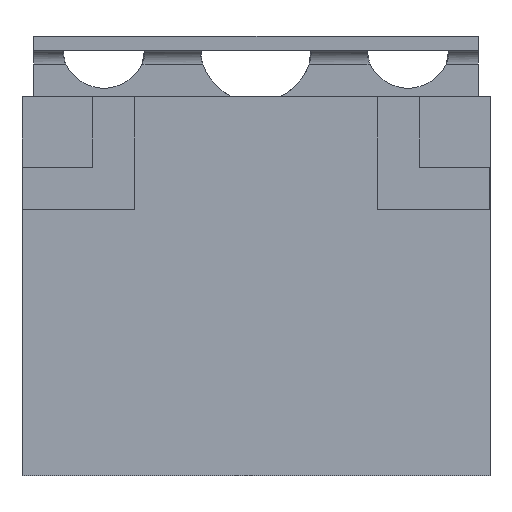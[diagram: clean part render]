
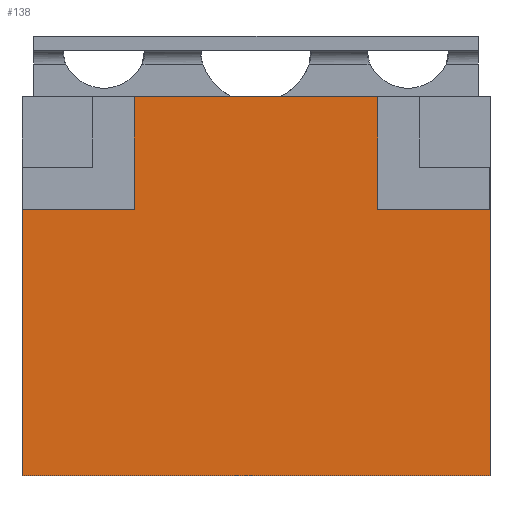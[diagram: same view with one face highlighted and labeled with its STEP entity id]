
A CAD part, left-side view. The second image highlights one B-rep face of the part: STEP entity #138.
In plain terms, the highlighted planar face has unit normal (-1, 0, 0).
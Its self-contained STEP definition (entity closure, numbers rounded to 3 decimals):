
#138=ADVANCED_FACE('',(#3330),#3332,.F.);
#3330=FACE_BOUND('',#3331,.T.);
#3331=EDGE_LOOP('',(#7844,#7845,#7846,#7847,#7848,#7849,#7850,#7851));
#3332=PLANE('',#3333);
#3333=AXIS2_PLACEMENT_3D('',#3334,#3335,#3336);
#3334=CARTESIAN_POINT('',(-2.,-5.,8.1));
#3335=DIRECTION('',(1.,0.,0.));
#3336=DIRECTION('',(0.,0.,-1.));
#7844=ORIENTED_EDGE('',*,*,#9742,.F.);
#7845=ORIENTED_EDGE('',*,*,#9743,.F.);
#7846=ORIENTED_EDGE('',*,*,#9744,.F.);
#7847=ORIENTED_EDGE('',*,*,#9733,.T.);
#7848=ORIENTED_EDGE('',*,*,#9745,.T.);
#7849=ORIENTED_EDGE('',*,*,#9746,.F.);
#7850=ORIENTED_EDGE('',*,*,#9747,.F.);
#7851=ORIENTED_EDGE('',*,*,#9748,.F.);
#9733=EDGE_CURVE('',#10710,#10708,#10711,.T.);
#9742=EDGE_CURVE('',#10727,#10728,#10729,.T.);
#9743=EDGE_CURVE('',#10730,#10727,#10731,.T.);
#9744=EDGE_CURVE('',#10710,#10730,#10732,.T.);
#9745=EDGE_CURVE('',#10708,#10733,#10734,.T.);
#9746=EDGE_CURVE('',#10735,#10733,#10736,.T.);
#9747=EDGE_CURVE('',#10737,#10735,#10738,.T.);
#9748=EDGE_CURVE('',#10728,#10737,#10739,.T.);
#10708=VERTEX_POINT('',#12344);
#10710=VERTEX_POINT('',#12348);
#10711=LINE('',#12349,#12350);
#10727=VERTEX_POINT('',#12383);
#10728=VERTEX_POINT('',#12384);
#10729=LINE('',#12385,#12386);
#10730=VERTEX_POINT('',#12388);
#10731=LINE('',#12389,#12390);
#10732=LINE('',#12392,#12393);
#10733=VERTEX_POINT('',#12395);
#10734=LINE('',#12396,#12397);
#10735=VERTEX_POINT('',#12399);
#10736=LINE('',#12400,#12401);
#10737=VERTEX_POINT('',#12403);
#10738=LINE('',#12404,#12405);
#10739=LINE('',#12407,#12408);
#12344=CARTESIAN_POINT('',(-2.,5.,0.));
#12348=CARTESIAN_POINT('',(-2.,5.,5.7));
#12349=CARTESIAN_POINT('',(-2.,5.,5.7));
#12350=VECTOR('',#12351,1.);
#12351=DIRECTION('',(0.,0.,-1.));
#12383=CARTESIAN_POINT('',(-2.,2.6,8.1));
#12384=CARTESIAN_POINT('',(-2.,-2.6,8.1));
#12385=CARTESIAN_POINT('',(-2.,2.6,8.1));
#12386=VECTOR('',#12387,1.);
#12387=DIRECTION('',(0.,-1.,0.));
#12388=CARTESIAN_POINT('',(-2.,2.6,5.7));
#12389=CARTESIAN_POINT('',(-2.,2.6,5.7));
#12390=VECTOR('',#12391,1.);
#12391=DIRECTION('',(0.,0.,1.));
#12392=CARTESIAN_POINT('',(-2.,5.,5.7));
#12393=VECTOR('',#12394,1.);
#12394=DIRECTION('',(0.,-1.,0.));
#12395=CARTESIAN_POINT('',(-2.,-5.,0.));
#12396=CARTESIAN_POINT('',(-2.,5.,0.));
#12397=VECTOR('',#12398,1.);
#12398=DIRECTION('',(0.,-1.,0.));
#12399=CARTESIAN_POINT('',(-2.,-5.,5.7));
#12400=CARTESIAN_POINT('',(-2.,-5.,5.7));
#12401=VECTOR('',#12402,1.);
#12402=DIRECTION('',(0.,0.,-1.));
#12403=CARTESIAN_POINT('',(-2.,-2.6,5.7));
#12404=CARTESIAN_POINT('',(-2.,-2.6,5.7));
#12405=VECTOR('',#12406,1.);
#12406=DIRECTION('',(0.,-1.,0.));
#12407=CARTESIAN_POINT('',(-2.,-2.6,8.1));
#12408=VECTOR('',#12409,1.);
#12409=DIRECTION('',(0.,0.,-1.));
